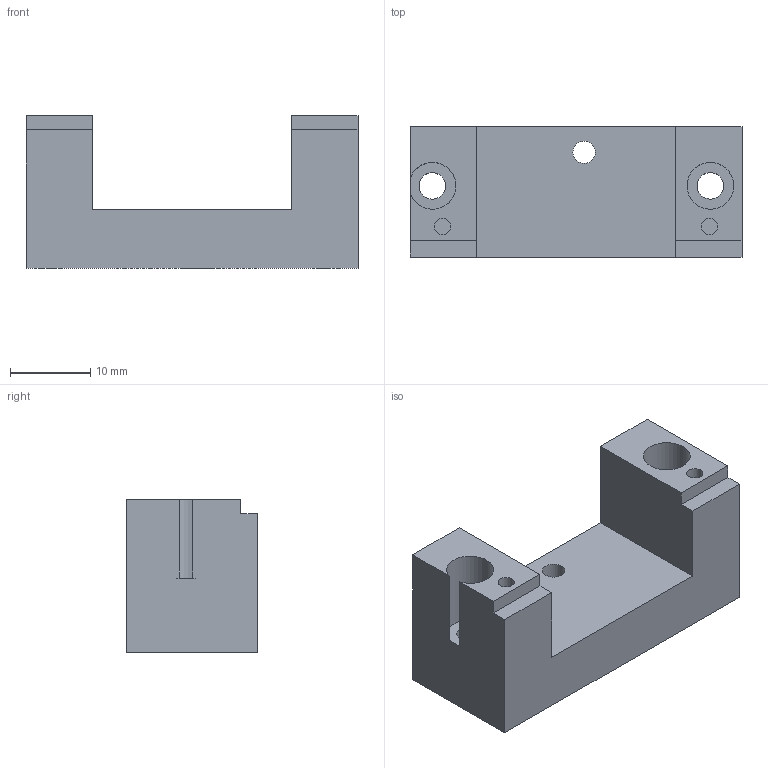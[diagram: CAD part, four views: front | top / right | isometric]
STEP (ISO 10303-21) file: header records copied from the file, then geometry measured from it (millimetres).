
FILE_DESCRIPTION(/* description */ (''),/* implementation_level */ '2;1');
FILE_NAME(/* name */ 'LRF Bracket Base v3.step',/* time_stamp */ '2021-04-24T14:08:43-05:00',/* author */ (''),/* organization */ (''),/* preprocessor_version */ 'ST-DEVELOPER v18.1',/* originating_system */ 'Autodesk Translation Framework v9.10.0.1330',/* authorisation */ '');
FILE_SCHEMA (('AUTOMOTIVE_DESIGN { 1 0 10303 214 3 1 1 }'));
Length unit declared in the file: inch
Products named in the file (1): LRF Bracket Base
Bounding box: 41.4 x 16.26 x 19.05 mm (x, y, z)
Volume: 7246.8 mm3; surface area: 3927.3 mm2
Topology: 1 solids, 1 shells, 27 faces, 63 edges, 42 vertices
Faces by surface type: plane 19, cylinder 8
Full cylindrical faces by diameter (mm): 2.032 x2, 2.794 x1, 3.302 x2, 4.826 x1, 5.842 x1
Entity records: 820 total; most frequent: DIRECTION 135, CARTESIAN_POINT 133, ORIENTED_EDGE 126, EDGE_CURVE 63, LINE 47, VECTOR 47, AXIS2_PLACEMENT_3D 44, VERTEX_POINT 42
